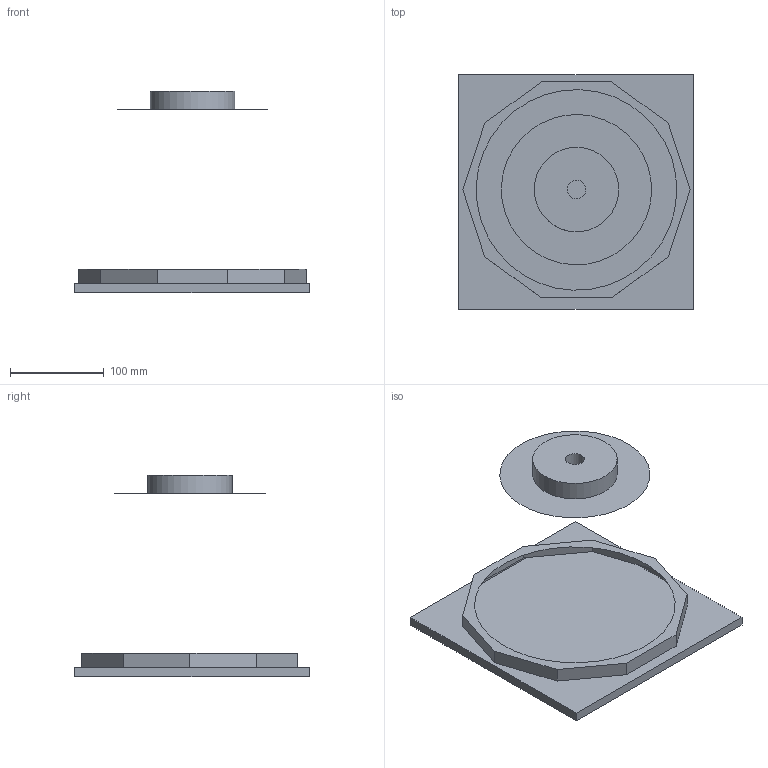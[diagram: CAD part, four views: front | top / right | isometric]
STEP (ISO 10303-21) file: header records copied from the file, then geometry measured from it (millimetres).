
FILE_DESCRIPTION(/* description */ (''),/* implementation_level */ '2;1');
FILE_NAME(/* name */ 'Base_co_ipt_cbf95d8b.STEP',/* time_stamp */ '2021-01-18T14:48:20-06:00',/* author */ ('geral'),/* organization */ (''),/* preprocessor_version */ 'ST-DEVELOPER v18.1',/* originating_system */ 'Autodesk Inventor 2021',/* authorisation */ '');
FILE_SCHEMA (('AUTOMOTIVE_DESIGN { 1 0 10303 214 3 1 1 }'));
Length unit declared in the file: millimetre
Products named in the file (1): Base_co
Bounding box: 250 x 250 x 215 mm (x, y, z)
Volume: 6083676 mm3; surface area: 238388.5 mm2
Topology: 1 solids, 1 shells, 23 faces, 57 edges, 40 vertices
Faces by surface type: plane 20, cylinder 2, cone 1
Full cylindrical faces by diameter (mm): 20 x1, 90 x1
Entity records: 732 total; most frequent: CARTESIAN_POINT 121, DIRECTION 117, ORIENTED_EDGE 114, EDGE_CURVE 57, LINE 45, VECTOR 45, VERTEX_POINT 40, AXIS2_PLACEMENT_3D 36
